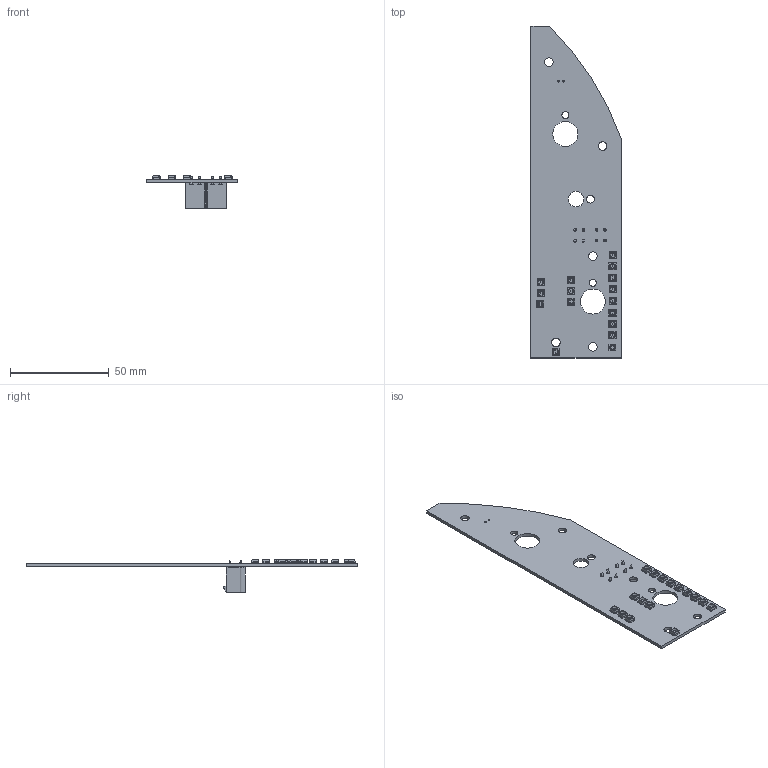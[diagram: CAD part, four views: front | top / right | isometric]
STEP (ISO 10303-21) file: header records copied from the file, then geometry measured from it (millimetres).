
FILE_DESCRIPTION(('KiCad electronic assembly'),'2;1');
FILE_NAME('SPIN RCV PANEL.step','2023-01-09T19:03:19',('Pcbnew'),( 'Kicad'),'Open CASCADE STEP processor 7.6','KiCad to STEP converter' ,'Unknown');
FILE_SCHEMA(('AUTOMOTIVE_DESIGN { 1 0 10303 214 1 1 1 1 }'));
Length unit declared in the file: millimetre
Products named in the file (6): SPIN RCV PANEL 1; LED_WS2812B-MINI_PLCC4_3.5x3.5mm_P1.75mm; COMPOUND; Molex_Mini-Fit_Jr_5566-04A_2x02_P4.20mm_Vertical; SOLID; SPIN RCV PANEL PCB
Assembly tree (21 placements, depth 3):
  SPIN RCV PANEL 1
    LED_WS2812B-MINI_PLCC4_3.5x3.5mm_P1.75mm  x16
      COMPOUND
    Molex_Mini-Fit_Jr_5566-04A_2x02_P4.20mm_Vertical  x2
      SOLID
    SPIN RCV PANEL PCB
Bounding box: 45.72 x 168.28 x 16.4 mm (x, y, z)
Volume: 12006.7 mm3; surface area: 17743.3 mm2
Topology: 99 solids, 99 shells, 1374 faces, 3340 edges, 2204 vertices
Faces by surface type: plane 1206, cylinder 152, cone 16
Full cylindrical faces by diameter (mm): 0.9 x2, 1.4 x8, 3.572 x2, 3.969 x1, 4.3 x3, 4.305 x2, 7.938 x1, 12.7 x2
Entity records: 14733 total; most frequent: CARTESIAN_POINT 2446, DIRECTION 2292, LINE 1617, VECTOR 1617, ORIENTED_EDGE 1164, PCURVE 1164, DEFINITIONAL_REPRESENTATION 1164, EDGE_CURVE 582
